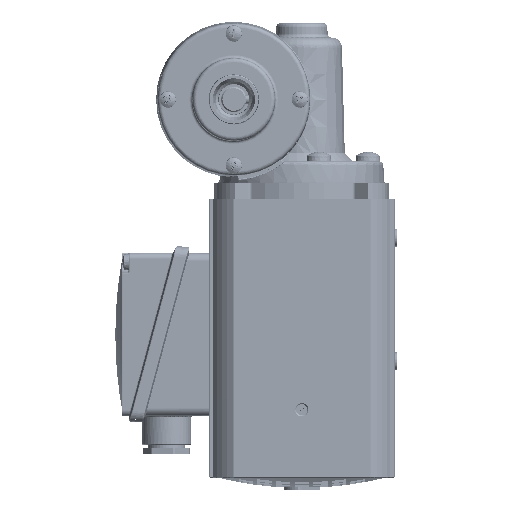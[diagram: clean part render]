
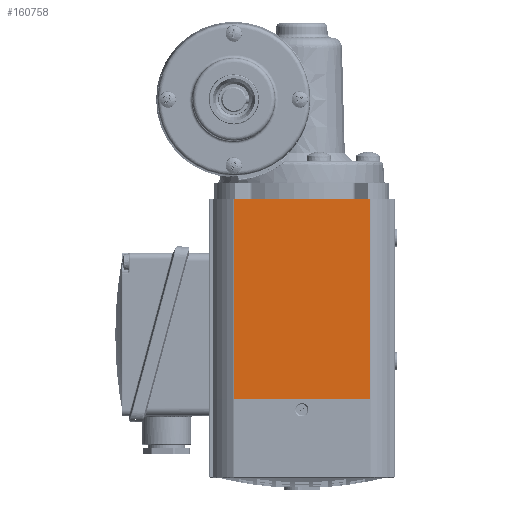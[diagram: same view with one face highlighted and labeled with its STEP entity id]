
A CAD part, left-side view. The second image highlights one B-rep face of the part: STEP entity #160758.
In plain terms, the highlighted planar face has unit normal (-1, 0, 0).
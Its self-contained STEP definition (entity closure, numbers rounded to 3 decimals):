
#1207 = CARTESIAN_POINT ( 'NONE',  ( -45., -33., 1. ) ) ;
#2496 = VERTEX_POINT ( 'NONE', #1207 ) ;
#11547 = DIRECTION ( 'NONE',  ( 0., -1., 0. ) ) ;
#23244 = ORIENTED_EDGE ( 'NONE', *, *, #111856, .F. ) ;
#30980 = CARTESIAN_POINT ( 'NONE',  ( -45., -33., 98. ) ) ;
#47908 = VERTEX_POINT ( 'NONE', #162878 ) ;
#50153 = VECTOR ( 'NONE', #69767, 1000. ) ;
#54644 = CARTESIAN_POINT ( 'NONE',  ( -45., 45., 99. ) ) ;
#55733 = LINE ( 'NONE', #191752, #50153 ) ;
#60476 = VECTOR ( 'NONE', #200660, 1000. ) ;
#62221 = CARTESIAN_POINT ( 'NONE',  ( -45., 33., 0. ) ) ;
#65340 = ORIENTED_EDGE ( 'NONE', *, *, #128296, .T. ) ;
#67771 = ORIENTED_EDGE ( 'NONE', *, *, #171267, .F. ) ;
#69767 = DIRECTION ( 'NONE',  ( 0., 0., 1. ) ) ;
#70721 = PLANE ( 'NONE',  #189855 ) ;
#72212 = DIRECTION ( 'NONE',  ( 0., 1., 0. ) ) ;
#95433 = VERTEX_POINT ( 'NONE', #225154 ) ;
#111856 = EDGE_CURVE ( 'NONE', #2496, #95433, #194262, .T. ) ;
#128296 = EDGE_CURVE ( 'NONE', #2496, #207249, #55733, .T. ) ;
#136880 = LINE ( 'NONE', #62221, #224215 ) ;
#148691 = CARTESIAN_POINT ( 'NONE',  ( -45., 45., 1. ) ) ;
#160758 = ADVANCED_FACE ( 'NONE', ( #225836 ), #70721, .F. ) ;
#162878 = CARTESIAN_POINT ( 'NONE',  ( -45., 33., 98. ) ) ;
#171267 = EDGE_CURVE ( 'NONE', #47908, #207249, #172419, .T. ) ;
#172419 = LINE ( 'NONE', #220737, #218761 ) ;
#176637 = DIRECTION ( 'NONE',  ( 1., 0., 0. ) ) ;
#179935 = ORIENTED_EDGE ( 'NONE', *, *, #219781, .F. ) ;
#184959 = DIRECTION ( 'NONE',  ( 0., 0., 1. ) ) ;
#189855 = AXIS2_PLACEMENT_3D ( 'NONE', #54644, #176637, #72212 ) ;
#191752 = CARTESIAN_POINT ( 'NONE',  ( -45., -33., 0. ) ) ;
#194262 = LINE ( 'NONE', #148691, #60476 ) ;
#200660 = DIRECTION ( 'NONE',  ( 0., 1., 0. ) ) ;
#207249 = VERTEX_POINT ( 'NONE', #30980 ) ;
#218761 = VECTOR ( 'NONE', #11547, 1000. ) ;
#219781 = EDGE_CURVE ( 'NONE', #95433, #47908, #136880, .T. ) ;
#220737 = CARTESIAN_POINT ( 'NONE',  ( -45., 45., 98. ) ) ;
#223231 = EDGE_LOOP ( 'NONE', ( #23244, #65340, #67771, #179935 ) ) ;
#224215 = VECTOR ( 'NONE', #184959, 1000. ) ;
#225154 = CARTESIAN_POINT ( 'NONE',  ( -45., 33., 1. ) ) ;
#225836 = FACE_OUTER_BOUND ( 'NONE', #223231, .T. ) ;
